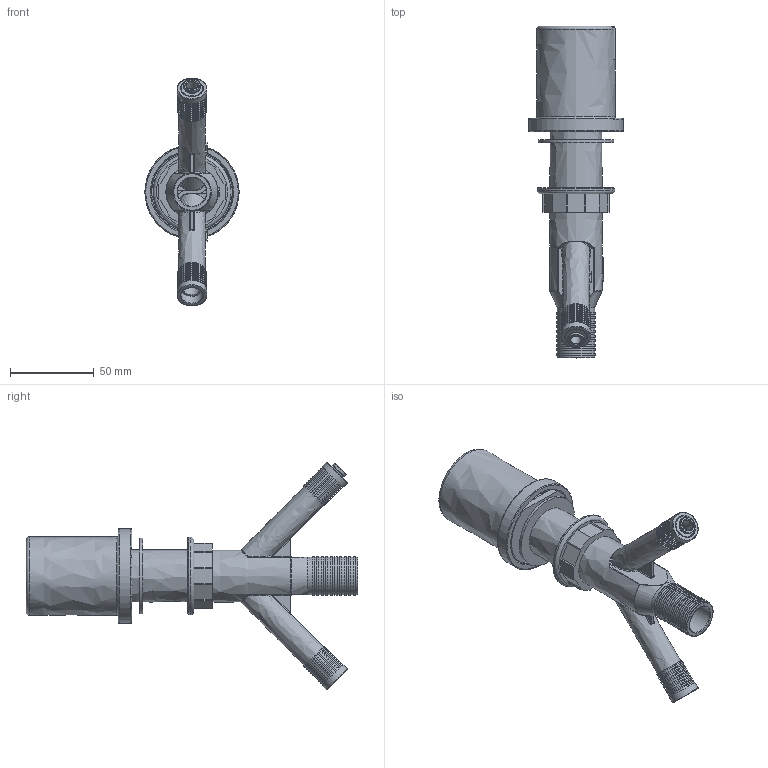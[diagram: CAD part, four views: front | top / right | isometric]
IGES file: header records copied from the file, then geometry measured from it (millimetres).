
Global section: file name: V7202-B; native system: Autodesk Inventor 2024; preprocessor: unknown; author: adaniels; date: 20240628.115435; units: millimetre
Bounding box: 56.2 x 198.1 x 135.98 mm (x, y, z)
Volume: 128439.5 mm3; surface area: 106781.8 mm2
Topology: 9 solids, 9 shells, 512 faces, 1344 edges, 919 vertices
Faces by surface type: bspline 512
